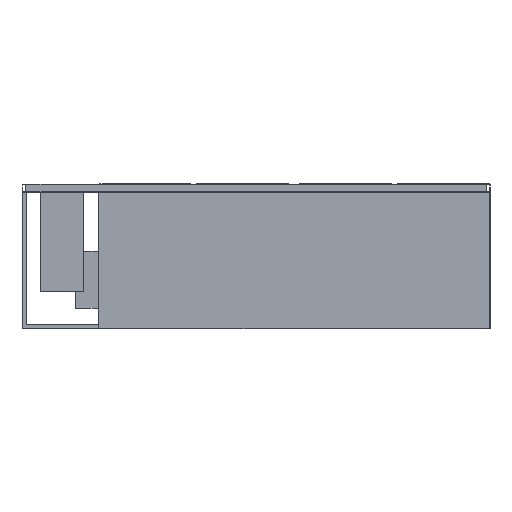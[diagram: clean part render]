
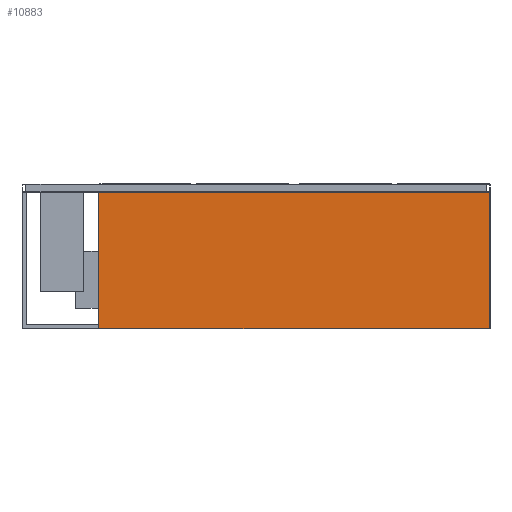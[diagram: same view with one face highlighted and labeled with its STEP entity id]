
A CAD part, front view. The second image highlights one B-rep face of the part: STEP entity #10883.
In plain terms, the highlighted planar face has unit normal (0, -1, 0).
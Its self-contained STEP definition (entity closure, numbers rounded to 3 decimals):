
#1156 = LINE ( 'NONE', #1359, #3933 ) ;
#1359 = CARTESIAN_POINT ( 'NONE',  ( -1030., -255., -42. ) ) ;
#1453 = EDGE_CURVE ( 'NONE', #10471, #6590, #3730, .T. ) ;
#1801 = CARTESIAN_POINT ( 'NONE',  ( -1028., -255., -42. ) ) ;
#2606 = ORIENTED_EDGE ( 'NONE', *, *, #1453, .T. ) ;
#2689 = AXIS2_PLACEMENT_3D ( 'NONE', #7047, #13345, #11800 ) ;
#3511 = VECTOR ( 'NONE', #10598, 1000. ) ;
#3730 = LINE ( 'NONE', #10011, #4404 ) ;
#3912 = LINE ( 'NONE', #12041, #3511 ) ;
#3933 = VECTOR ( 'NONE', #7436, 1000. ) ;
#4127 = CARTESIAN_POINT ( 'NONE',  ( 1028., -255., -42. ) ) ;
#4182 = VERTEX_POINT ( 'NONE', #1801 ) ;
#4404 = VECTOR ( 'NONE', #6712, 1000. ) ;
#4420 = DIRECTION ( 'NONE',  ( 0., 0., -1. ) ) ;
#6563 = CARTESIAN_POINT ( 'NONE',  ( -1028., -255., -758. ) ) ;
#6590 = VERTEX_POINT ( 'NONE', #16009 ) ;
#6712 = DIRECTION ( 'NONE',  ( 1., 0., 0. ) ) ;
#7047 = CARTESIAN_POINT ( 'NONE',  ( -1030., -255., -760. ) ) ;
#7436 = DIRECTION ( 'NONE',  ( -1., 0., 0. ) ) ;
#7503 = CARTESIAN_POINT ( 'NONE',  ( -1028., -255., -760. ) ) ;
#8141 = EDGE_CURVE ( 'NONE', #14685, #4182, #1156, .T. ) ;
#10011 = CARTESIAN_POINT ( 'NONE',  ( -1030., -255., -758. ) ) ;
#10409 = EDGE_CURVE ( 'NONE', #4182, #10471, #16879, .T. ) ;
#10471 = VERTEX_POINT ( 'NONE', #6563 ) ;
#10598 = DIRECTION ( 'NONE',  ( 0., 0., 1. ) ) ;
#10883 = ADVANCED_FACE ( 'Fl�che8', ( #18083 ), #18181, .T. ) ;
#11800 = DIRECTION ( 'NONE',  ( 0., 0., -1. ) ) ;
#12041 = CARTESIAN_POINT ( 'NONE',  ( 1028., -255., -760. ) ) ;
#12128 = ORIENTED_EDGE ( 'NONE', *, *, #8141, .T. ) ;
#12205 = VECTOR ( 'NONE', #4420, 1000. ) ;
#13345 = DIRECTION ( 'NONE',  ( 0., -1., 0. ) ) ;
#14685 = VERTEX_POINT ( 'NONE', #4127 ) ;
#15658 = ORIENTED_EDGE ( 'NONE', *, *, #19681, .T. ) ;
#15870 = ORIENTED_EDGE ( 'NONE', *, *, #10409, .T. ) ;
#16009 = CARTESIAN_POINT ( 'NONE',  ( 1028., -255., -758. ) ) ;
#16879 = LINE ( 'NONE', #7503, #12205 ) ;
#18083 = FACE_OUTER_BOUND ( 'NONE', #19144, .T. ) ;
#18181 = PLANE ( 'NONE',  #2689 ) ;
#19144 = EDGE_LOOP ( 'NONE', ( #12128, #15870, #2606, #15658 ) ) ;
#19681 = EDGE_CURVE ( 'NONE', #6590, #14685, #3912, .T. ) ;
